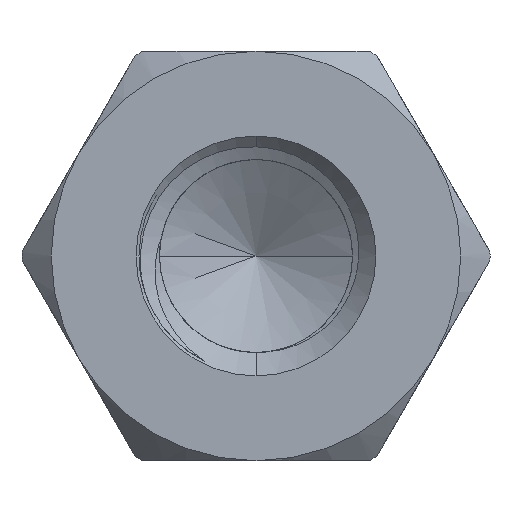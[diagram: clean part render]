
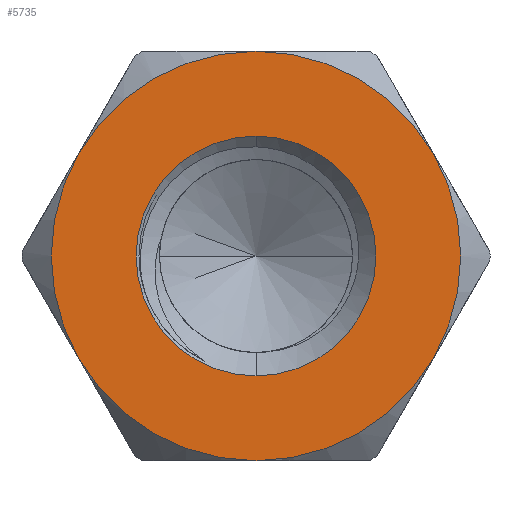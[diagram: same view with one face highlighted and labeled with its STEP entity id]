
A CAD part, front view. The second image highlights one B-rep face of the part: STEP entity #5735.
In plain terms, the highlighted planar face has unit normal (0, -1, 0).
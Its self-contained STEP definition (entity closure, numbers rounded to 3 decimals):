
#3 = EDGE_CURVE ( 'NONE', #3664, #4104, #709, .T. ) ;
#586 = DIRECTION ( 'NONE',  ( 0., 0., 1. ) ) ;
#693 = DIRECTION ( 'NONE',  ( 0., 1., 0. ) ) ;
#709 = CIRCLE ( 'NONE', #2521, 3.5 ) ;
#739 = ORIENTED_EDGE ( 'NONE', *, *, #6324, .F. ) ;
#986 = EDGE_CURVE ( 'NONE', #6328, #7328, #3486, .T. ) ;
#1053 = DIRECTION ( 'NONE',  ( 0., -1., 0. ) ) ;
#1077 = CARTESIAN_POINT ( 'NONE',  ( 0., 0., -3.5 ) ) ;
#1160 = CIRCLE ( 'NONE', #7556, 2.05 ) ;
#1233 = DIRECTION ( 'NONE',  ( 0., 0., 1. ) ) ;
#1273 = EDGE_CURVE ( 'NONE', #4104, #10286, #8442, .T. ) ;
#1365 = AXIS2_PLACEMENT_3D ( 'NONE', #8692, #2108, #7886 ) ;
#1594 = CARTESIAN_POINT ( 'NONE',  ( 0., 0., 0. ) ) ;
#1894 = ORIENTED_EDGE ( 'NONE', *, *, #1273, .T. ) ;
#2056 = DIRECTION ( 'NONE',  ( 0., -1., 0. ) ) ;
#2060 = DIRECTION ( 'NONE',  ( 0., -1., 0. ) ) ;
#2108 = DIRECTION ( 'NONE',  ( 0., -1., 0. ) ) ;
#2110 = EDGE_CURVE ( 'NONE', #7328, #6415, #6528, .T. ) ;
#2376 = DIRECTION ( 'NONE',  ( 0., 0., 1. ) ) ;
#2521 = AXIS2_PLACEMENT_3D ( 'NONE', #10263, #2056, #586 ) ;
#2639 = CARTESIAN_POINT ( 'NONE',  ( 3.031, 0., -1.75 ) ) ;
#2649 = ORIENTED_EDGE ( 'NONE', *, *, #5472, .T. ) ;
#2652 = CIRCLE ( 'NONE', #8310, 3.5 ) ;
#2843 = CARTESIAN_POINT ( 'NONE',  ( 0., 0., 2.05 ) ) ;
#2849 = CARTESIAN_POINT ( 'NONE',  ( 0., 0., 0. ) ) ;
#2960 = CARTESIAN_POINT ( 'NONE',  ( -3.031, 0., -1.75 ) ) ;
#3344 = CARTESIAN_POINT ( 'NONE',  ( -3.031, 0., 1.75 ) ) ;
#3423 = DIRECTION ( 'NONE',  ( 0., -1., 0. ) ) ;
#3486 = CIRCLE ( 'NONE', #1365, 3.5 ) ;
#3664 = VERTEX_POINT ( 'NONE', #2639 ) ;
#3961 = VERTEX_POINT ( 'NONE', #6354 ) ;
#4104 = VERTEX_POINT ( 'NONE', #6512 ) ;
#4188 = DIRECTION ( 'NONE',  ( 0., 0., -1. ) ) ;
#4308 = FACE_OUTER_BOUND ( 'NONE', #7135, .T. ) ;
#4392 = AXIS2_PLACEMENT_3D ( 'NONE', #2849, #2060, #1233 ) ;
#4407 = DIRECTION ( 'NONE',  ( 0., -1., 0. ) ) ;
#4512 = DIRECTION ( 'NONE',  ( 0., 0., 1. ) ) ;
#4915 = DIRECTION ( 'NONE',  ( 0., 0., 1. ) ) ;
#5145 = ORIENTED_EDGE ( 'NONE', *, *, #3, .T. ) ;
#5165 = AXIS2_PLACEMENT_3D ( 'NONE', #6654, #1053, #5883 ) ;
#5325 = ORIENTED_EDGE ( 'NONE', *, *, #986, .T. ) ;
#5472 = EDGE_CURVE ( 'NONE', #10286, #6328, #5992, .T. ) ;
#5735 = ADVANCED_FACE ( 'NONE', ( #7147, #4308 ), #6378, .F. ) ;
#5879 = AXIS2_PLACEMENT_3D ( 'NONE', #1594, #8921, #4915 ) ;
#5883 = DIRECTION ( 'NONE',  ( 0., 0., -1. ) ) ;
#5992 = CIRCLE ( 'NONE', #6709, 3.5 ) ;
#6147 = CARTESIAN_POINT ( 'NONE',  ( 0., 0., 0. ) ) ;
#6259 = EDGE_CURVE ( 'NONE', #7073, #3961, #1160, .T. ) ;
#6324 = EDGE_CURVE ( 'NONE', #3961, #7073, #9185, .T. ) ;
#6328 = VERTEX_POINT ( 'NONE', #3344 ) ;
#6347 = CARTESIAN_POINT ( 'NONE',  ( 0., 0., 0. ) ) ;
#6354 = CARTESIAN_POINT ( 'NONE',  ( 0., 0., -2.05 ) ) ;
#6378 = PLANE ( 'NONE',  #7083 ) ;
#6415 = VERTEX_POINT ( 'NONE', #1077 ) ;
#6430 = ORIENTED_EDGE ( 'NONE', *, *, #8657, .T. ) ;
#6512 = CARTESIAN_POINT ( 'NONE',  ( 3.031, 0., 1.75 ) ) ;
#6528 = CIRCLE ( 'NONE', #4392, 3.5 ) ;
#6654 = CARTESIAN_POINT ( 'NONE',  ( 0., 0., 0. ) ) ;
#6709 = AXIS2_PLACEMENT_3D ( 'NONE', #6147, #6960, #4512 ) ;
#6851 = CARTESIAN_POINT ( 'NONE',  ( 0., 0., 0. ) ) ;
#6960 = DIRECTION ( 'NONE',  ( 0., -1., 0. ) ) ;
#7036 = CARTESIAN_POINT ( 'NONE',  ( 0., 0., 3.5 ) ) ;
#7073 = VERTEX_POINT ( 'NONE', #2843 ) ;
#7083 = AXIS2_PLACEMENT_3D ( 'NONE', #6347, #693, #2376 ) ;
#7135 = EDGE_LOOP ( 'NONE', ( #1894, #2649, #5325, #8113, #6430, #5145 ) ) ;
#7147 = FACE_BOUND ( 'NONE', #9076, .T. ) ;
#7328 = VERTEX_POINT ( 'NONE', #2960 ) ;
#7556 = AXIS2_PLACEMENT_3D ( 'NONE', #9026, #3423, #4188 ) ;
#7886 = DIRECTION ( 'NONE',  ( 0., 0., 1. ) ) ;
#8113 = ORIENTED_EDGE ( 'NONE', *, *, #2110, .T. ) ;
#8310 = AXIS2_PLACEMENT_3D ( 'NONE', #6851, #4407, #10099 ) ;
#8442 = CIRCLE ( 'NONE', #5879, 3.5 ) ;
#8657 = EDGE_CURVE ( 'NONE', #6415, #3664, #2652, .T. ) ;
#8692 = CARTESIAN_POINT ( 'NONE',  ( 0., 0., 0. ) ) ;
#8921 = DIRECTION ( 'NONE',  ( 0., -1., 0. ) ) ;
#9026 = CARTESIAN_POINT ( 'NONE',  ( 0., 0., 0. ) ) ;
#9076 = EDGE_LOOP ( 'NONE', ( #739, #9417 ) ) ;
#9185 = CIRCLE ( 'NONE', #5165, 2.05 ) ;
#9417 = ORIENTED_EDGE ( 'NONE', *, *, #6259, .F. ) ;
#10099 = DIRECTION ( 'NONE',  ( 0., 0., -1. ) ) ;
#10263 = CARTESIAN_POINT ( 'NONE',  ( 0., 0., 0. ) ) ;
#10286 = VERTEX_POINT ( 'NONE', #7036 ) ;
